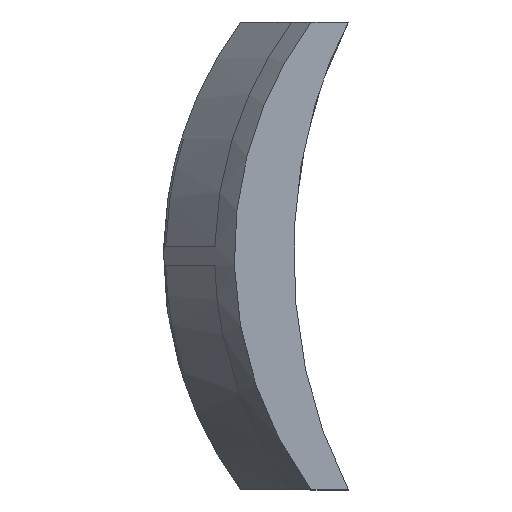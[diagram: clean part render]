
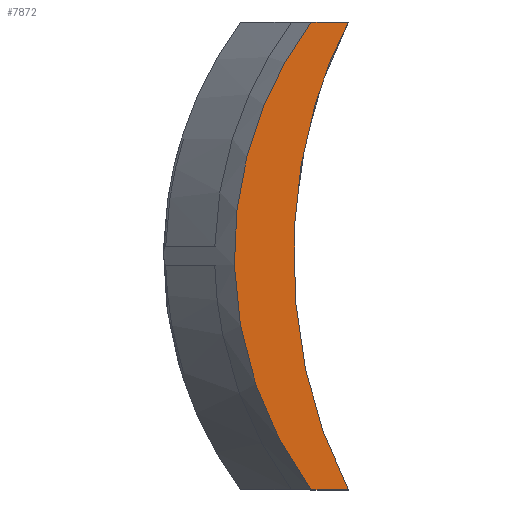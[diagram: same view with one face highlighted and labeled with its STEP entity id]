
A CAD part, top view. The second image highlights one B-rep face of the part: STEP entity #7872.
In plain terms, the highlighted free-form (B-spline) face has degree [1, 3] with [2, 4] control points.
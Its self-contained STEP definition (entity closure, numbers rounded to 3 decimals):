
#1815 = B_SPLINE_SURFACE_WITH_KNOTS('',1,3,(
    (#1816,#1817,#1818,#1819)
    ,(#1820,#1821,#1822,#1823
    )),.UNSPECIFIED.,.F.,.F.,.F.,(2,2),(4,4),(5.,6.),(0.,1.),
  .PIECEWISE_BEZIER_KNOTS.);
#1816 = CARTESIAN_POINT('',(21.104,-50.,62.));
#1817 = CARTESIAN_POINT('',(5.486,-20.244,62.));
#1818 = CARTESIAN_POINT('',(5.486,20.244,62.));
#1819 = CARTESIAN_POINT('',(21.104,50.,62.));
#1820 = CARTESIAN_POINT('',(12.732,-50.,39.));
#1821 = CARTESIAN_POINT('',(-2.886,-20.244,39.));
#1822 = CARTESIAN_POINT('',(-2.886,20.244,39.));
#1823 = CARTESIAN_POINT('',(12.732,50.,39.));
#2948 = B_SPLINE_SURFACE_WITH_KNOTS('',1,3,(
    (#2949,#2950,#2951,#2952)
    ,(#2953,#2954,#2955,#2956
    )),.UNSPECIFIED.,.F.,.F.,.F.,(2,2),(4,4),(3.,4.),(0.,1.),
  .PIECEWISE_BEZIER_KNOTS.);
#2949 = CARTESIAN_POINT('',(-2.,-50.,44.));
#2950 = CARTESIAN_POINT('',(-23.865,-20.244,44.));
#2951 = CARTESIAN_POINT('',(-23.865,20.244,44.));
#2952 = CARTESIAN_POINT('',(-2.,50.,44.));
#2953 = CARTESIAN_POINT('',(13.104,-50.,62.));
#2954 = CARTESIAN_POINT('',(-8.762,-20.244,62.));
#2955 = CARTESIAN_POINT('',(-8.762,20.244,62.));
#2956 = CARTESIAN_POINT('',(13.104,50.,62.));
#5545 = EDGE_CURVE('',#5546,#5548,#5550,.T.);
#5546 = VERTEX_POINT('',#5547);
#5547 = CARTESIAN_POINT('',(21.104,-50.,62.));
#5548 = VERTEX_POINT('',#5549);
#5549 = CARTESIAN_POINT('',(21.104,50.,62.));
#5550 = SURFACE_CURVE('',#5551,(#5556,#5563),.PCURVE_S1.);
#5551 = B_SPLINE_CURVE_WITH_KNOTS('',3,(#5552,#5553,#5554,#5555),
  .UNSPECIFIED.,.F.,.F.,(4,4),(0.,1.),.PIECEWISE_BEZIER_KNOTS.);
#5552 = CARTESIAN_POINT('',(21.104,-50.,62.));
#5553 = CARTESIAN_POINT('',(5.486,-20.244,62.));
#5554 = CARTESIAN_POINT('',(5.486,20.244,62.));
#5555 = CARTESIAN_POINT('',(21.104,50.,62.));
#5556 = PCURVE('',#1815,#5557);
#5557 = DEFINITIONAL_REPRESENTATION('',(#5558),#5562);
#5558 = LINE('',#5559,#5560);
#5559 = CARTESIAN_POINT('',(5.,0.));
#5560 = VECTOR('',#5561,1.);
#5561 = DIRECTION('',(0.,1.));
#5562 = ( GEOMETRIC_REPRESENTATION_CONTEXT(2) 
PARAMETRIC_REPRESENTATION_CONTEXT() REPRESENTATION_CONTEXT('2D SPACE',''
  ) );
#5563 = PCURVE('',#5564,#5573);
#5564 = B_SPLINE_SURFACE_WITH_KNOTS('',1,3,(
    (#5565,#5566,#5567,#5568)
    ,(#5569,#5570,#5571,#5572
    )),.UNSPECIFIED.,.F.,.F.,.F.,(2,2),(4,4),(4.,5.),(0.,1.),
  .PIECEWISE_BEZIER_KNOTS.);
#5565 = CARTESIAN_POINT('',(13.104,-50.,62.));
#5566 = CARTESIAN_POINT('',(-8.762,-20.244,62.));
#5567 = CARTESIAN_POINT('',(-8.762,20.244,62.));
#5568 = CARTESIAN_POINT('',(13.104,50.,62.));
#5569 = CARTESIAN_POINT('',(21.104,-50.,62.));
#5570 = CARTESIAN_POINT('',(5.486,-20.244,62.));
#5571 = CARTESIAN_POINT('',(5.486,20.244,62.));
#5572 = CARTESIAN_POINT('',(21.104,50.,62.));
#5573 = DEFINITIONAL_REPRESENTATION('',(#5574),#5578);
#5574 = LINE('',#5575,#5576);
#5575 = CARTESIAN_POINT('',(5.,0.));
#5576 = VECTOR('',#5577,1.);
#5577 = DIRECTION('',(0.,1.));
#5578 = ( GEOMETRIC_REPRESENTATION_CONTEXT(2) 
PARAMETRIC_REPRESENTATION_CONTEXT() REPRESENTATION_CONTEXT('2D SPACE',''
  ) );
#5595 = PLANE('',#5596);
#5596 = AXIS2_PLACEMENT_3D('',#5597,#5598,#5599);
#5597 = CARTESIAN_POINT('',(9.957,-50.,32.));
#5598 = DIRECTION('',(0.,1.,0.));
#5599 = DIRECTION('',(0.,0.,1.));
#5867 = PLANE('',#5868);
#5868 = AXIS2_PLACEMENT_3D('',#5869,#5870,#5871);
#5869 = CARTESIAN_POINT('',(9.957,50.,32.));
#5870 = DIRECTION('',(0.,1.,0.));
#5871 = DIRECTION('',(0.,0.,-1.));
#6625 = VERTEX_POINT('',#6626);
#6626 = CARTESIAN_POINT('',(13.104,-50.,62.));
#6646 = EDGE_CURVE('',#6625,#6647,#6649,.T.);
#6647 = VERTEX_POINT('',#6648);
#6648 = CARTESIAN_POINT('',(13.104,50.,62.));
#6649 = SURFACE_CURVE('',#6650,(#6655,#6662),.PCURVE_S1.);
#6650 = B_SPLINE_CURVE_WITH_KNOTS('',3,(#6651,#6652,#6653,#6654),
  .UNSPECIFIED.,.F.,.F.,(4,4),(0.,1.),.PIECEWISE_BEZIER_KNOTS.);
#6651 = CARTESIAN_POINT('',(13.104,-50.,62.));
#6652 = CARTESIAN_POINT('',(-8.762,-20.244,62.));
#6653 = CARTESIAN_POINT('',(-8.762,20.244,62.));
#6654 = CARTESIAN_POINT('',(13.104,50.,62.));
#6655 = PCURVE('',#2948,#6656);
#6656 = DEFINITIONAL_REPRESENTATION('',(#6657),#6661);
#6657 = LINE('',#6658,#6659);
#6658 = CARTESIAN_POINT('',(4.,0.));
#6659 = VECTOR('',#6660,1.);
#6660 = DIRECTION('',(0.,1.));
#6661 = ( GEOMETRIC_REPRESENTATION_CONTEXT(2) 
PARAMETRIC_REPRESENTATION_CONTEXT() REPRESENTATION_CONTEXT('2D SPACE',''
  ) );
#6662 = PCURVE('',#5564,#6663);
#6663 = DEFINITIONAL_REPRESENTATION('',(#6664),#6668);
#6664 = LINE('',#6665,#6666);
#6665 = CARTESIAN_POINT('',(4.,0.));
#6666 = VECTOR('',#6667,1.);
#6667 = DIRECTION('',(0.,1.));
#6668 = ( GEOMETRIC_REPRESENTATION_CONTEXT(2) 
PARAMETRIC_REPRESENTATION_CONTEXT() REPRESENTATION_CONTEXT('2D SPACE',''
  ) );
#7872 = ADVANCED_FACE('',(#7873),#5564,.T.);
#7873 = FACE_BOUND('',#7874,.T.);
#7874 = EDGE_LOOP('',(#7875,#7895,#7896,#7916));
#7875 = ORIENTED_EDGE('',*,*,#7876,.T.);
#7876 = EDGE_CURVE('',#6625,#5546,#7877,.T.);
#7877 = SURFACE_CURVE('',#7878,(#7882,#7888),.PCURVE_S1.);
#7878 = LINE('',#7879,#7880);
#7879 = CARTESIAN_POINT('',(13.104,-50.,62.));
#7880 = VECTOR('',#7881,1.);
#7881 = DIRECTION('',(1.,0.,0.));
#7882 = PCURVE('',#5564,#7883);
#7883 = DEFINITIONAL_REPRESENTATION('',(#7884),#7887);
#7884 = B_SPLINE_CURVE_WITH_KNOTS('',1,(#7885,#7886),.UNSPECIFIED.,.F.,
  .F.,(2,2),(0.,8.),.PIECEWISE_BEZIER_KNOTS.);
#7885 = CARTESIAN_POINT('',(4.,0.));
#7886 = CARTESIAN_POINT('',(5.,0.));
#7887 = ( GEOMETRIC_REPRESENTATION_CONTEXT(2) 
PARAMETRIC_REPRESENTATION_CONTEXT() REPRESENTATION_CONTEXT('2D SPACE',''
  ) );
#7888 = PCURVE('',#5595,#7889);
#7889 = DEFINITIONAL_REPRESENTATION('',(#7890),#7894);
#7890 = LINE('',#7891,#7892);
#7891 = CARTESIAN_POINT('',(30.,3.147));
#7892 = VECTOR('',#7893,1.);
#7893 = DIRECTION('',(0.,1.));
#7894 = ( GEOMETRIC_REPRESENTATION_CONTEXT(2) 
PARAMETRIC_REPRESENTATION_CONTEXT() REPRESENTATION_CONTEXT('2D SPACE',''
  ) );
#7895 = ORIENTED_EDGE('',*,*,#5545,.T.);
#7896 = ORIENTED_EDGE('',*,*,#7897,.F.);
#7897 = EDGE_CURVE('',#6647,#5548,#7898,.T.);
#7898 = SURFACE_CURVE('',#7899,(#7903,#7909),.PCURVE_S1.);
#7899 = LINE('',#7900,#7901);
#7900 = CARTESIAN_POINT('',(13.104,50.,62.));
#7901 = VECTOR('',#7902,1.);
#7902 = DIRECTION('',(1.,0.,0.));
#7903 = PCURVE('',#5564,#7904);
#7904 = DEFINITIONAL_REPRESENTATION('',(#7905),#7908);
#7905 = B_SPLINE_CURVE_WITH_KNOTS('',1,(#7906,#7907),.UNSPECIFIED.,.F.,
  .F.,(2,2),(0.,8.),.PIECEWISE_BEZIER_KNOTS.);
#7906 = CARTESIAN_POINT('',(4.,1.));
#7907 = CARTESIAN_POINT('',(5.,1.));
#7908 = ( GEOMETRIC_REPRESENTATION_CONTEXT(2) 
PARAMETRIC_REPRESENTATION_CONTEXT() REPRESENTATION_CONTEXT('2D SPACE',''
  ) );
#7909 = PCURVE('',#5867,#7910);
#7910 = DEFINITIONAL_REPRESENTATION('',(#7911),#7915);
#7911 = LINE('',#7912,#7913);
#7912 = CARTESIAN_POINT('',(-30.,-3.147));
#7913 = VECTOR('',#7914,1.);
#7914 = DIRECTION('',(0.,-1.));
#7915 = ( GEOMETRIC_REPRESENTATION_CONTEXT(2) 
PARAMETRIC_REPRESENTATION_CONTEXT() REPRESENTATION_CONTEXT('2D SPACE',''
  ) );
#7916 = ORIENTED_EDGE('',*,*,#6646,.F.);
